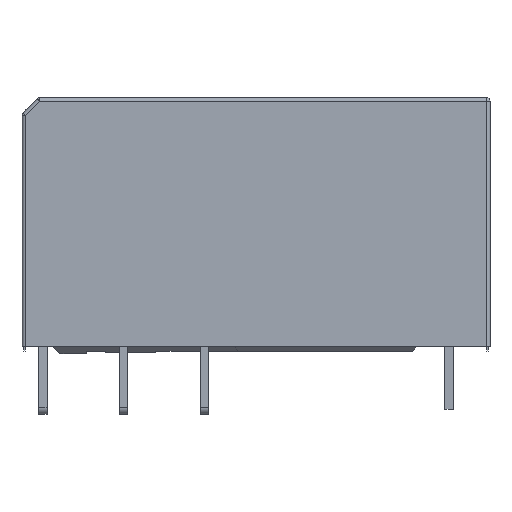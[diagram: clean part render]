
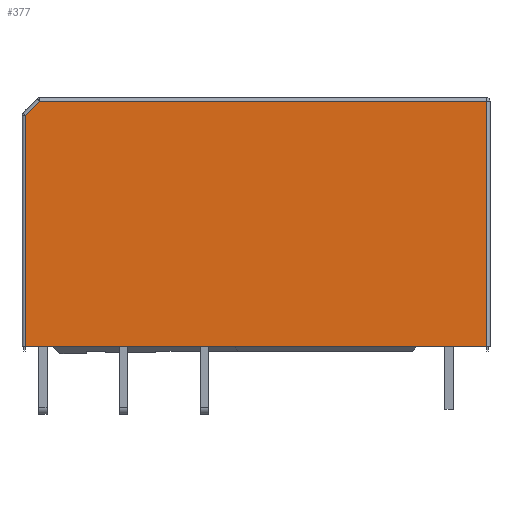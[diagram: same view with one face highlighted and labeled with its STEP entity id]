
A CAD part, front view. The second image highlights one B-rep face of the part: STEP entity #377.
In plain terms, the highlighted planar face has unit normal (0, -1, 0).
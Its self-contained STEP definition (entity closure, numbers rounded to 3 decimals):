
#377=ADVANCED_FACE('',(#799),#625,.T.);
#625=PLANE('',#4584);
#799=FACE_OUTER_BOUND('',#1034,.T.);
#1034=EDGE_LOOP('',(#1390,#1391,#1392,#1393,#1394));
#1390=ORIENTED_EDGE('',*,*,#3019,.T.);
#1391=ORIENTED_EDGE('',*,*,#3020,.T.);
#1392=ORIENTED_EDGE('',*,*,#3021,.T.);
#1393=ORIENTED_EDGE('',*,*,#2998,.T.);
#1394=ORIENTED_EDGE('',*,*,#3022,.T.);
#2586=VERTEX_POINT('',#6232);
#2587=VERTEX_POINT('',#6234);
#2604=VERTEX_POINT('',#6276);
#2605=VERTEX_POINT('',#6277);
#2606=VERTEX_POINT('',#6279);
#2998=EDGE_CURVE('',#2587,#2586,#3614,.T.);
#3019=EDGE_CURVE('',#2604,#2605,#3631,.T.);
#3020=EDGE_CURVE('',#2605,#2606,#3632,.T.);
#3021=EDGE_CURVE('',#2606,#2587,#3633,.T.);
#3022=EDGE_CURVE('',#2586,#2604,#3634,.T.);
#3614=LINE('',#6233,#4112);
#3631=LINE('',#6275,#4129);
#3632=LINE('',#6278,#4130);
#3633=LINE('',#6280,#4131);
#3634=LINE('',#6281,#4132);
#4112=VECTOR('',#4998,1.);
#4129=VECTOR('',#5031,1.);
#4130=VECTOR('',#5032,1.);
#4131=VECTOR('',#5033,1.);
#4132=VECTOR('',#5034,1.);
#4584=AXIS2_PLACEMENT_3D('',#6282,#5035,#5036);
#4998=DIRECTION('',(1.,0.,0.));
#5031=DIRECTION('',(-1.,0.,0.));
#5032=DIRECTION('',(-0.707,0.,-0.707));
#5033=DIRECTION('',(0.,0.,-1.));
#5034=DIRECTION('',(0.,0.,1.));
#5035=DIRECTION('',(0.,-1.,0.));
#5036=DIRECTION('',(0.,0.,1.));
#6232=CARTESIAN_POINT('',(22.5,-6.25,-0.5));
#6233=CARTESIAN_POINT('',(-6.3,-6.25,-0.5));
#6234=CARTESIAN_POINT('',(-6.1,-6.25,-0.5));
#6275=CARTESIAN_POINT('',(-5.3,-6.25,14.7));
#6276=CARTESIAN_POINT('',(22.5,-6.25,14.7));
#6277=CARTESIAN_POINT('',(-5.217,-6.25,14.7));
#6278=CARTESIAN_POINT('',(-13.359,-6.25,6.559));
#6279=CARTESIAN_POINT('',(-6.1,-6.25,13.817));
#6280=CARTESIAN_POINT('',(-6.1,-6.25,-0.5));
#6281=CARTESIAN_POINT('',(22.5,-6.25,-0.5));
#6282=CARTESIAN_POINT('',(-6.3,-6.25,-0.5));
